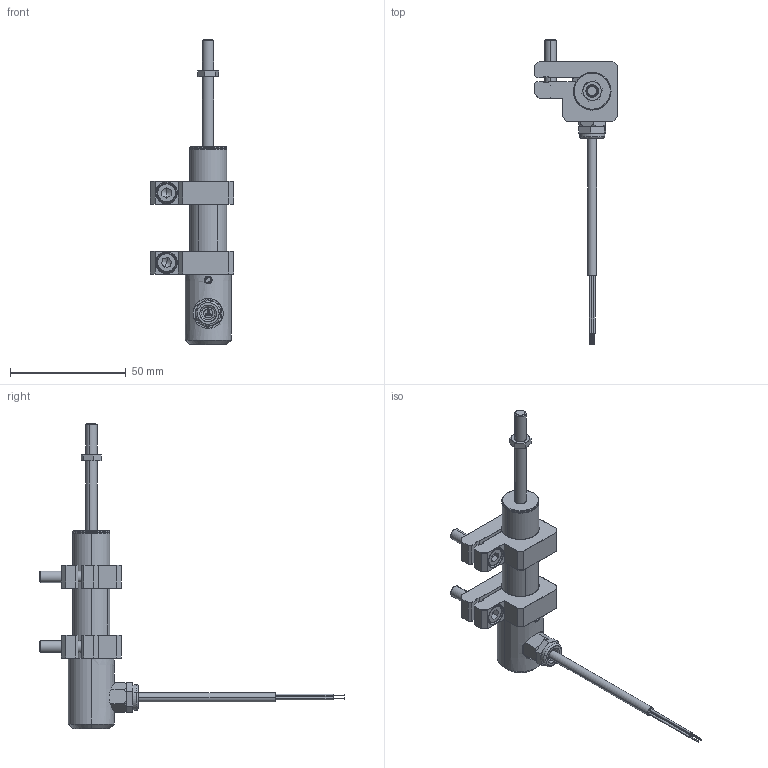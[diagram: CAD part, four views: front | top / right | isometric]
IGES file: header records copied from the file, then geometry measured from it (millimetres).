
Start section: SolidWorks IGES file using analytic representation for surfaces
Global section: file name: TX2_0025_Kabel_aus_Montageblock.IGS; native system: SolidWorks 2010; preprocessor: SolidWorks 2010; author: Konstantinidis; date: 110127.082045; units: millimetre
Bounding box: 36 x 132.1 x 132.1 mm (x, y, z)
Surface area: 16049.6 mm2 (no closed solid volume)
Topology: 0 solids, 0 shells, 339 faces, 3247 edges, 3243 vertices
Faces by surface type: revolution 186, bspline 153
